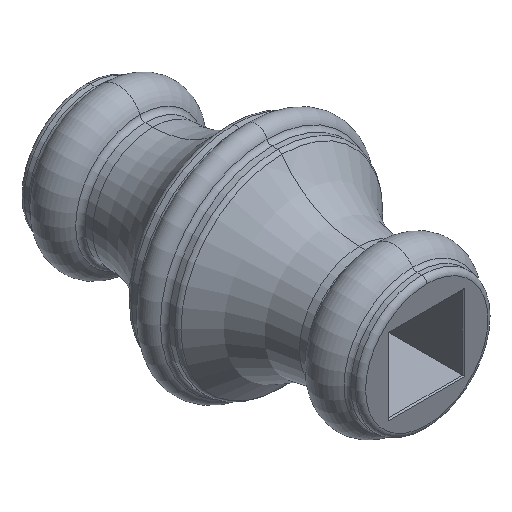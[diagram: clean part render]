
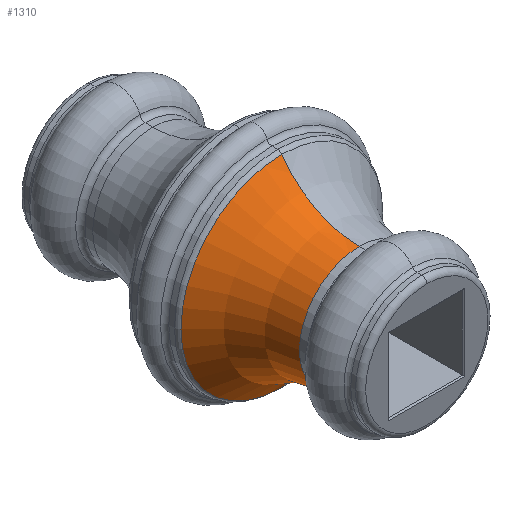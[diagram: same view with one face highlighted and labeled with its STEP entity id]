
A CAD part, isometric view. The second image highlights one B-rep face of the part: STEP entity #1310.
In plain terms, the highlighted toroidal (fillet/blend) face has major radius 30.181 mm and minor radius 18.421 mm.
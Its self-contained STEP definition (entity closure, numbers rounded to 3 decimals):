
#74 = FACE_OUTER_BOUND ( 'NONE', #1295, .T. ) ;
#85 = VERTEX_POINT ( 'NONE', #1015 ) ;
#118 = EDGE_CURVE ( 'NONE', #480, #433, #1411, .T. ) ;
#254 = CARTESIAN_POINT ( 'NONE',  ( 0., -20.274, 30.181 ) ) ;
#401 = DIRECTION ( 'NONE',  ( 0., 0., -1. ) ) ;
#433 = VERTEX_POINT ( 'NONE', #1026 ) ;
#434 = ORIENTED_EDGE ( 'NONE', *, *, #1402, .F. ) ;
#439 = ORIENTED_EDGE ( 'NONE', *, *, #118, .T. ) ;
#447 = ORIENTED_EDGE ( 'NONE', *, *, #573, .F. ) ;
#480 = VERTEX_POINT ( 'NONE', #964 ) ;
#487 = CIRCLE ( 'NONE', #899, 18.421 ) ;
#549 = AXIS2_PLACEMENT_3D ( 'NONE', #635, #1415, #760 ) ;
#569 = CARTESIAN_POINT ( 'NONE',  ( 0., -20.274, 11.76 ) ) ;
#573 = EDGE_CURVE ( 'NONE', #687, #85, #677, .T. ) ;
#609 = DIRECTION ( 'NONE',  ( 0., 0., -1. ) ) ;
#635 = CARTESIAN_POINT ( 'NONE',  ( 0., -20.274, -30.181 ) ) ;
#670 = CARTESIAN_POINT ( 'NONE',  ( 0., -5.062, 0. ) ) ;
#677 = CIRCLE ( 'NONE', #811, 11.76 ) ;
#686 = ORIENTED_EDGE ( 'NONE', *, *, #1276, .T. ) ;
#687 = VERTEX_POINT ( 'NONE', #569 ) ;
#712 = DIRECTION ( 'NONE',  ( 0., 0., -1. ) ) ;
#716 = DIRECTION ( 'NONE',  ( 0., -1., 0. ) ) ;
#717 = CARTESIAN_POINT ( 'NONE',  ( 0., -20.274, 0. ) ) ;
#747 = DIRECTION ( 'NONE',  ( 0., -1., 0. ) ) ;
#760 = DIRECTION ( 'NONE',  ( 0., 0., 1. ) ) ;
#811 = AXIS2_PLACEMENT_3D ( 'NONE', #717, #716, #712 ) ;
#813 = DIRECTION ( 'NONE',  ( 0., 0., -1. ) ) ;
#899 = AXIS2_PLACEMENT_3D ( 'NONE', #254, #1122, #401 ) ;
#964 = CARTESIAN_POINT ( 'NONE',  ( 0., -5.062, 19.79 ) ) ;
#1015 = CARTESIAN_POINT ( 'NONE',  ( 0., -20.274, -11.76 ) ) ;
#1026 = CARTESIAN_POINT ( 'NONE',  ( 0., -5.062, -19.79 ) ) ;
#1122 = DIRECTION ( 'NONE',  ( 1., 0., 0. ) ) ;
#1210 = AXIS2_PLACEMENT_3D ( 'NONE', #1520, #1296, #609 ) ;
#1220 = AXIS2_PLACEMENT_3D ( 'NONE', #670, #747, #813 ) ;
#1276 = EDGE_CURVE ( 'NONE', #687, #480, #487, .T. ) ;
#1295 = EDGE_LOOP ( 'NONE', ( #447, #686, #439, #434 ) ) ;
#1296 = DIRECTION ( 'NONE',  ( 0., -1., 0. ) ) ;
#1310 = ADVANCED_FACE ( 'NONE', ( #74 ), #1340, .F. ) ;
#1340 = TOROIDAL_SURFACE ( 'NONE', #1210, 30.181, 18.421 ) ;
#1402 = EDGE_CURVE ( 'NONE', #85, #433, #1490, .T. ) ;
#1411 = CIRCLE ( 'NONE', #1220, 19.79 ) ;
#1415 = DIRECTION ( 'NONE',  ( -1., 0., 0. ) ) ;
#1490 = CIRCLE ( 'NONE', #549, 18.421 ) ;
#1520 = CARTESIAN_POINT ( 'NONE',  ( 0., -20.274, 0. ) ) ;
